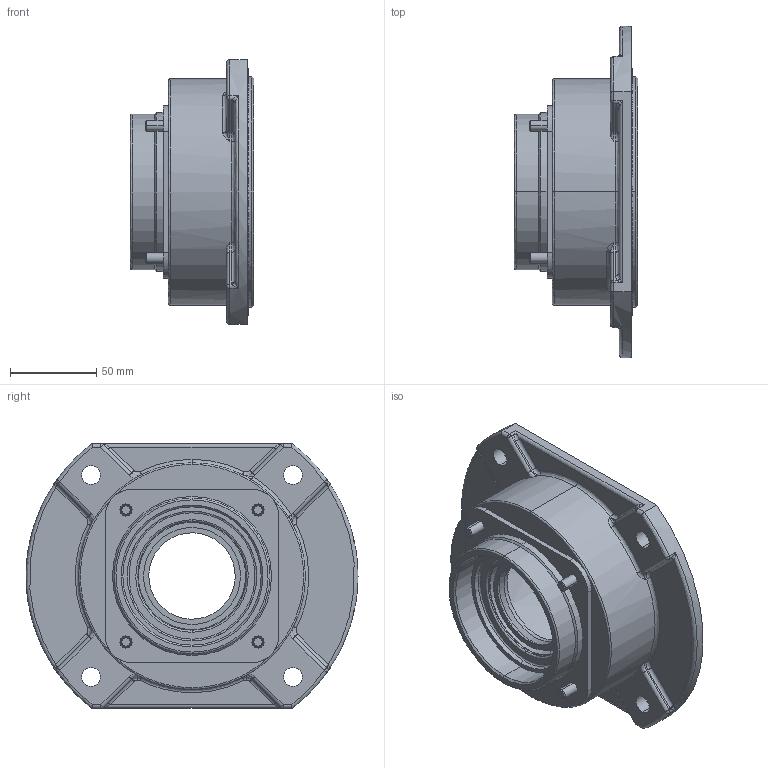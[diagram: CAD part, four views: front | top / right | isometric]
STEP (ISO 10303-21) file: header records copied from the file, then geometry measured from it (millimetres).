
FILE_DESCRIPTION (( 'STEP AP203' ), '1' );
FILE_NAME ('WGSS-206-OF.step', '2022-12-08T19:55:55', ( '' ), ( '' ), 'SwSTEP 2.0', 'SolidWorks 2021', '' );
FILE_SCHEMA (( 'CONFIG_CONTROL_DESIGN' ));
Length unit declared in the file: millimetre
Products named in the file (1): WGSS-206-OF
Bounding box: 71.39 x 192.02 x 153.16 mm (x, y, z)
Volume: 352740.6 mm3; surface area: 113640.3 mm2
Topology: 7 solids, 7 shells, 302 faces, 718 edges, 429 vertices
Faces by surface type: cylinder 116, plane 81, bspline 75, cone 30
Entity records: 11429 total; most frequent: CARTESIAN_POINT 4718, ORIENTED_EDGE 1400, DIRECTION 1370, EDGE_CURVE 700, AXIS2_PLACEMENT_3D 549, VERTEX_POINT 429, EDGE_LOOP 341, CIRCLE 321
